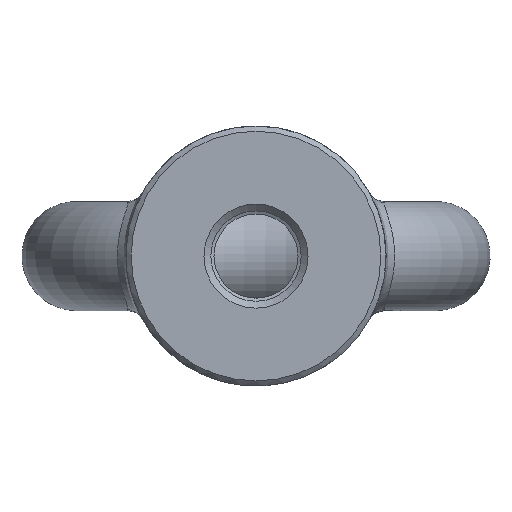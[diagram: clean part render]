
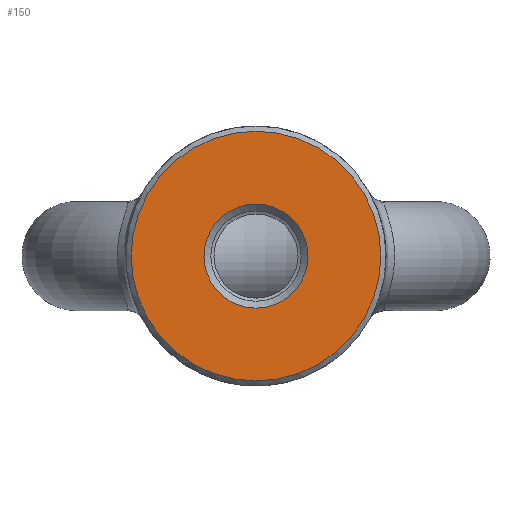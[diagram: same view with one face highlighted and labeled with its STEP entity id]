
A CAD part, front view. The second image highlights one B-rep face of the part: STEP entity #150.
In plain terms, the highlighted planar face has unit normal (0, -1, 0).
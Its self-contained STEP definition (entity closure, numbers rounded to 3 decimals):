
#26 = EDGE_LOOP ( 'NONE', ( #362 ) ) ;
#150 = ADVANCED_FACE ( 'NONE', ( #1823, #403 ), #1003, .F. ) ;
#243 = AXIS2_PLACEMENT_3D ( 'NONE', #509, #507, #504 ) ;
#254 = AXIS2_PLACEMENT_3D ( 'NONE', #526, #521, #518 ) ;
#321 = CIRCLE ( 'NONE', #254, 5. ) ;
#362 = ORIENTED_EDGE ( 'NONE', *, *, #1008, .T. ) ;
#403 = FACE_OUTER_BOUND ( 'NONE', #26, .T. ) ;
#504 = DIRECTION ( 'NONE',  ( 0., 0., 1. ) ) ;
#507 = DIRECTION ( 'NONE',  ( 0., -1., 0. ) ) ;
#509 = CARTESIAN_POINT ( 'NONE',  ( 0., -23., 0. ) ) ;
#518 = DIRECTION ( 'NONE',  ( 0., 0., 1. ) ) ;
#521 = DIRECTION ( 'NONE',  ( 0., 1., 0. ) ) ;
#526 = CARTESIAN_POINT ( 'NONE',  ( 0., -23., 0. ) ) ;
#646 = AXIS2_PLACEMENT_3D ( 'NONE', #1493, #992, #981 ) ;
#656 = ORIENTED_EDGE ( 'NONE', *, *, #993, .T. ) ;
#840 = VERTEX_POINT ( 'NONE', #905 ) ;
#905 = CARTESIAN_POINT ( 'NONE',  ( 0., -23., 12. ) ) ;
#981 = DIRECTION ( 'NONE',  ( 0., 0., 1. ) ) ;
#992 = DIRECTION ( 'NONE',  ( 0., 1., 0. ) ) ;
#993 = EDGE_CURVE ( 'NONE', #1196, #1196, #321, .T. ) ;
#1003 = PLANE ( 'NONE',  #646 ) ;
#1008 = EDGE_CURVE ( 'NONE', #840, #840, #1023, .T. ) ;
#1023 = CIRCLE ( 'NONE', #243, 12. ) ;
#1196 = VERTEX_POINT ( 'NONE', #1857 ) ;
#1493 = CARTESIAN_POINT ( 'NONE',  ( 0., -23., 0. ) ) ;
#1579 = EDGE_LOOP ( 'NONE', ( #656 ) ) ;
#1823 = FACE_BOUND ( 'NONE', #1579, .T. ) ;
#1857 = CARTESIAN_POINT ( 'NONE',  ( 0., -23., 5. ) ) ;
